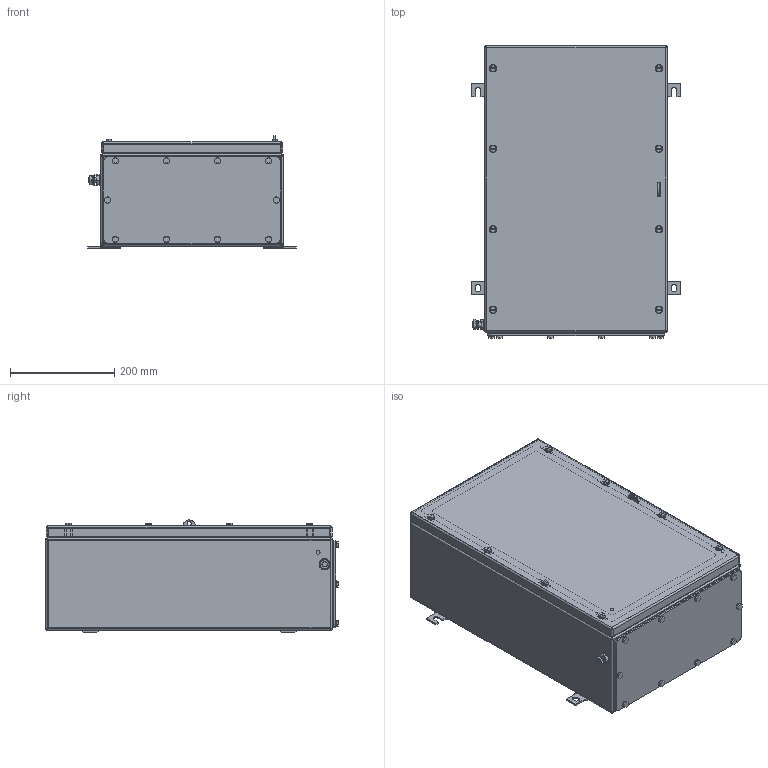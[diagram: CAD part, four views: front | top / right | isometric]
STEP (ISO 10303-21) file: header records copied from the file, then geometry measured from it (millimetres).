
FILE_DESCRIPTION(('CATIA V5 STEP Exchange','CAx-IF Rec.Pracs.--- Model Styling and Organization---1.4--- 2014-01-23'),'2;1');
FILE_NAME ('008565-5_2_1195260000_1195260000.stp','2019-08-06T07:22:30+00:00',('none'),('Weidmueller'),'CATIA Version 5-6 Release 2016 SP3 HF44','CATIA V5 STEP AP214','none');
FILE_SCHEMA(('AUTOMOTIVE_DESIGN { 1 0 10303 214 1 1 1 1 }'));
Products named in the file (1): 1195260000
Bounding box: 401 x 561 x 215 mm (x, y, z)
Volume: 1553352.1 mm3; surface area: 1832233.9 mm2
Topology: 70 solids, 70 shells, 2277 faces, 5396 edges, 3218 vertices
Faces by surface type: cylinder 937, plane 896, torus 148, cone 144, sphere 112, bspline 40
Entity records: 64357 total; most frequent: CARTESIAN_POINT 15444, ORIENTED_EDGE 10488, DIRECTION 8546, EDGE_CURVE 5244, AXIS2_PLACEMENT_3D 3803, VERTEX_POINT 3218, VECTOR 2948, LINE 2948
